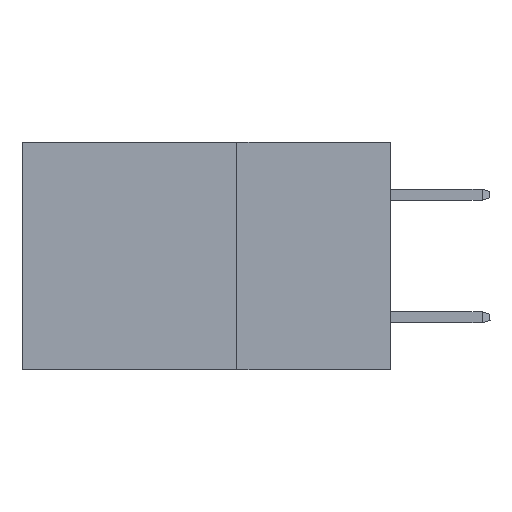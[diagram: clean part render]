
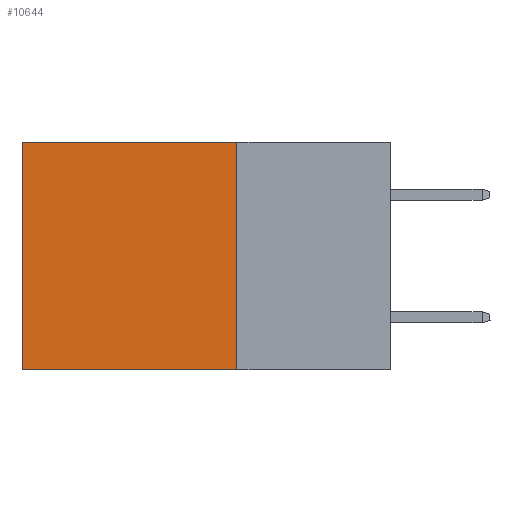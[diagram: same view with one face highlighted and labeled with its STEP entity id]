
A CAD part, left-side view. The second image highlights one B-rep face of the part: STEP entity #10644.
In plain terms, the highlighted planar face has unit normal (-1, 0, 0).
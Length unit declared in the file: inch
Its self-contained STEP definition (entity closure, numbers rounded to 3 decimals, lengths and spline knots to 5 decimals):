
#730 = ORIENTED_EDGE ( 'NONE', *, *, #20067, .T. ) ;
#2190 = DIRECTION ( 'NONE',  ( 0., 1., 0. ) ) ;
#2390 = DIRECTION ( 'NONE',  ( 0., 0., -1. ) ) ;
#5227 = DIRECTION ( 'NONE',  ( 0., 0., -1. ) ) ;
#5233 = VERTEX_POINT ( 'NONE', #32292 ) ;
#5602 = CARTESIAN_POINT ( 'NONE',  ( 0.2875, 0.25, -0.37 ) ) ;
#8437 = FACE_OUTER_BOUND ( 'NONE', #37954, .T. ) ;
#8592 = LINE ( 'NONE', #13509, #16673 ) ;
#8679 = ORIENTED_EDGE ( 'NONE', *, *, #21256, .F. ) ;
#9092 = CARTESIAN_POINT ( 'NONE',  ( 0.2875, 0.25, 0. ) ) ;
#9142 = PLANE ( 'NONE',  #18816 ) ;
#9313 = CARTESIAN_POINT ( 'NONE',  ( 0.2875, 0.6, 0. ) ) ;
#10644 = ADVANCED_FACE ( 'NONE', ( #8437 ), #9142, .F. ) ;
#11561 = VECTOR ( 'NONE', #2190, 39.37008 ) ;
#11989 = CARTESIAN_POINT ( 'NONE',  ( 0.2875, 0.6, 0. ) ) ;
#13509 = CARTESIAN_POINT ( 'NONE',  ( 0.2875, 0.25, 0. ) ) ;
#14869 = DIRECTION ( 'NONE',  ( 0., 1., 0. ) ) ;
#16070 = CARTESIAN_POINT ( 'NONE',  ( 0.2875, 0.25, 0. ) ) ;
#16673 = VECTOR ( 'NONE', #44045, 39.37008 ) ;
#17406 = LINE ( 'NONE', #38644, #34439 ) ;
#18294 = VERTEX_POINT ( 'NONE', #9313 ) ;
#18816 = AXIS2_PLACEMENT_3D ( 'NONE', #16070, #22905, #2390 ) ;
#19331 = EDGE_CURVE ( 'NONE', #18294, #24406, #23383, .T. ) ;
#20067 = EDGE_CURVE ( 'NONE', #5233, #18294, #30781, .T. ) ;
#21241 = VECTOR ( 'NONE', #5227, 39.37008 ) ;
#21256 = EDGE_CURVE ( 'NONE', #30988, #24406, #17406, .T. ) ;
#22905 = DIRECTION ( 'NONE',  ( 1., 0., 0. ) ) ;
#23383 = LINE ( 'NONE', #11989, #21241 ) ;
#24406 = VERTEX_POINT ( 'NONE', #34716 ) ;
#25104 = ORIENTED_EDGE ( 'NONE', *, *, #41111, .F. ) ;
#30781 = LINE ( 'NONE', #9092, #11561 ) ;
#30988 = VERTEX_POINT ( 'NONE', #5602 ) ;
#32292 = CARTESIAN_POINT ( 'NONE',  ( 0.2875, 0.25, 0. ) ) ;
#34439 = VECTOR ( 'NONE', #14869, 39.37008 ) ;
#34716 = CARTESIAN_POINT ( 'NONE',  ( 0.2875, 0.6, -0.37 ) ) ;
#37954 = EDGE_LOOP ( 'NONE', ( #43317, #8679, #25104, #730 ) ) ;
#38644 = CARTESIAN_POINT ( 'NONE',  ( 0.2875, 0.25, -0.37 ) ) ;
#41111 = EDGE_CURVE ( 'NONE', #5233, #30988, #8592, .T. ) ;
#43317 = ORIENTED_EDGE ( 'NONE', *, *, #19331, .T. ) ;
#44045 = DIRECTION ( 'NONE',  ( 0., 0., -1. ) ) ;
